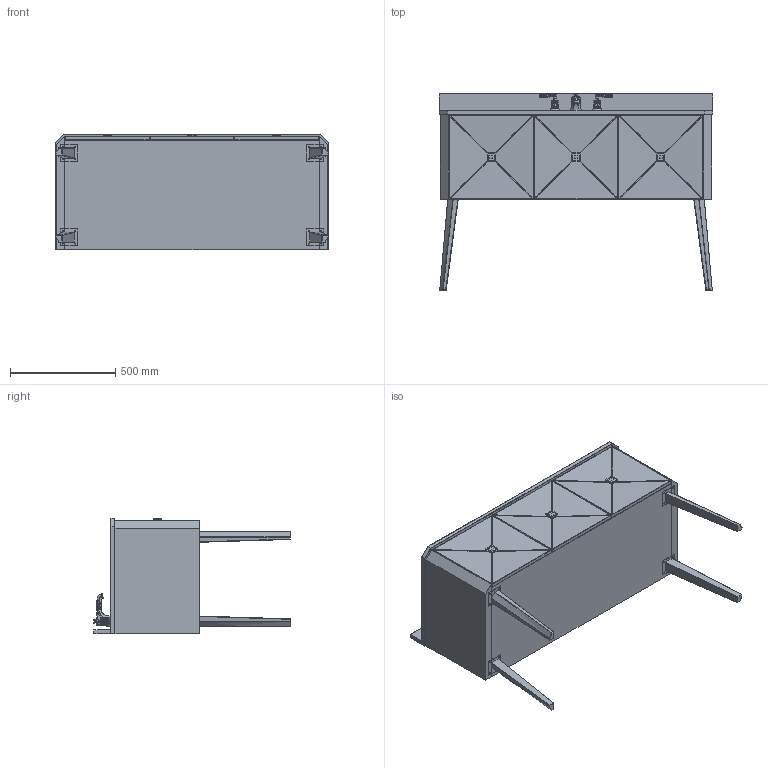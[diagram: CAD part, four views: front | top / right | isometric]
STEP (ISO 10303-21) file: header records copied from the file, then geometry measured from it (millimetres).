
FILE_DESCRIPTION (( 'STEP AP214' ), '1' );
FILE_NAME ('RE130F_STEP_V10321.STEP', '2021-03-03T14:58:42', ( '' ), ( '' ), 'SwSTEP 2.0', 'SolidWorks 2019', '' );
FILE_SCHEMA (( 'AUTOMOTIVE_DESIGN' ));
Length unit declared in the file: millimetre
Products named in the file (1): RE130F_STEP_V10321
Bounding box: 1300 x 935 x 550 mm (x, y, z)
Surface area: 9279661.7 mm2 (no closed solid volume)
Topology: 0 solids, 57 shells, 2770 faces, 6397 edges, 3645 vertices
Faces by surface type: cylinder 907, plane 722, bspline 702, sphere 271, torus 100, cone 68
Entity records: 191195 total; most frequent: CARTESIAN_POINT 105382, ORIENTED_EDGE 12262, DIRECTION 10043, EDGE_CURVE 6134, AXIS2_PLACEMENT_3D 3903, VERTEX_POINT 3625, EDGE_LOOP 3000, UNCERTAINTY_MEASURE_WITH_UNIT 2822
